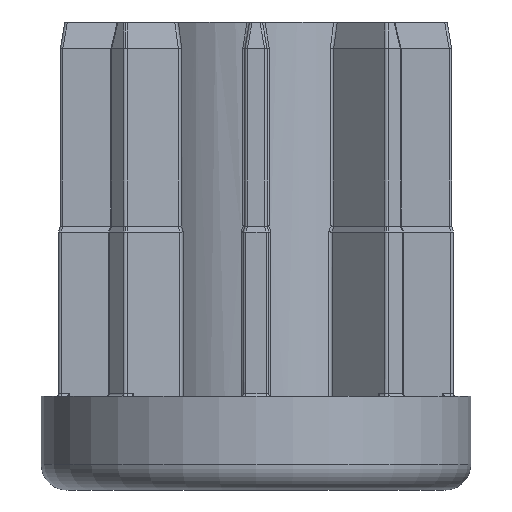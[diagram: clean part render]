
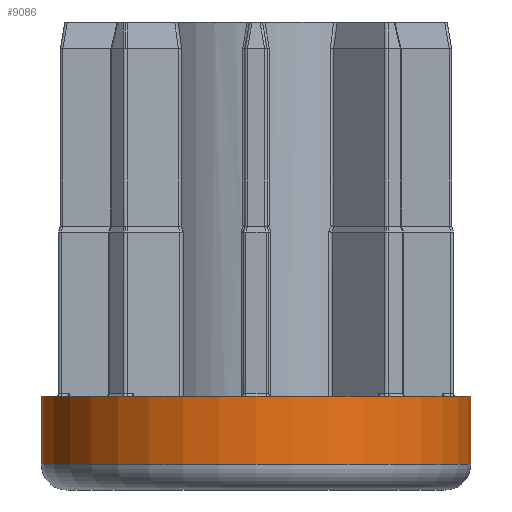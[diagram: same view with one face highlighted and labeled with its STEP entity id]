
A CAD part, front view. The second image highlights one B-rep face of the part: STEP entity #9086.
In plain terms, the highlighted cylindrical face has radius 25.25 mm (diameter 50.5 mm), a partial arc.
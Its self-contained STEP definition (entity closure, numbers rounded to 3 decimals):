
#46 = CARTESIAN_POINT ( 'NONE',  ( -25.25, 0., 11. ) ) ;
#934 = FACE_OUTER_BOUND ( 'NONE', #3896, .T. ) ;
#1440 = CIRCLE ( 'NONE', #6807, 25.25 ) ;
#1748 = CARTESIAN_POINT ( 'NONE',  ( 25.25, 0., 11. ) ) ;
#2288 = EDGE_CURVE ( 'NONE', #2993, #8664, #8811, .T. ) ;
#2346 = EDGE_CURVE ( 'NONE', #11771, #6280, #2481, .T. ) ;
#2481 = LINE ( 'NONE', #5615, #10471 ) ;
#2798 = CARTESIAN_POINT ( 'NONE',  ( 0., 0., 3. ) ) ;
#2971 = ORIENTED_EDGE ( 'NONE', *, *, #2288, .T. ) ;
#2993 = VERTEX_POINT ( 'NONE', #9985 ) ;
#3896 = EDGE_LOOP ( 'NONE', ( #12984, #4282, #2971, #5795 ) ) ;
#3942 = DIRECTION ( 'NONE',  ( 1., 0., 0. ) ) ;
#4028 = DIRECTION ( 'NONE',  ( 0., 0., 1. ) ) ;
#4282 = ORIENTED_EDGE ( 'NONE', *, *, #9320, .F. ) ;
#5615 = CARTESIAN_POINT ( 'NONE',  ( 25.25, 0., 11. ) ) ;
#5690 = DIRECTION ( 'NONE',  ( -1., 0., 0. ) ) ;
#5795 = ORIENTED_EDGE ( 'NONE', *, *, #7498, .T. ) ;
#6216 = CIRCLE ( 'NONE', #9722, 25.25 ) ;
#6280 = VERTEX_POINT ( 'NONE', #9795 ) ;
#6564 = DIRECTION ( 'NONE',  ( 0., 0., -1. ) ) ;
#6807 = AXIS2_PLACEMENT_3D ( 'NONE', #10197, #4028, #11110 ) ;
#7002 = AXIS2_PLACEMENT_3D ( 'NONE', #7782, #11625, #5690 ) ;
#7498 = EDGE_CURVE ( 'NONE', #8664, #6280, #6216, .T. ) ;
#7782 = CARTESIAN_POINT ( 'NONE',  ( 0., 0., 11. ) ) ;
#8536 = CARTESIAN_POINT ( 'NONE',  ( -25.25, 0., 3. ) ) ;
#8664 = VERTEX_POINT ( 'NONE', #8536 ) ;
#8811 = LINE ( 'NONE', #46, #9410 ) ;
#9086 = ADVANCED_FACE ( 'NONE', ( #934 ), #11605, .T. ) ;
#9320 = EDGE_CURVE ( 'NONE', #2993, #11771, #1440, .T. ) ;
#9410 = VECTOR ( 'NONE', #6564, 1000. ) ;
#9722 = AXIS2_PLACEMENT_3D ( 'NONE', #2798, #10111, #3942 ) ;
#9795 = CARTESIAN_POINT ( 'NONE',  ( 25.25, 0., 3. ) ) ;
#9985 = CARTESIAN_POINT ( 'NONE',  ( -25.25, 0., 11. ) ) ;
#10111 = DIRECTION ( 'NONE',  ( 0., 0., 1. ) ) ;
#10197 = CARTESIAN_POINT ( 'NONE',  ( 0., 0., 11. ) ) ;
#10471 = VECTOR ( 'NONE', #10624, 1000. ) ;
#10624 = DIRECTION ( 'NONE',  ( 0., 0., -1. ) ) ;
#11110 = DIRECTION ( 'NONE',  ( 1., 0., 0. ) ) ;
#11605 = CYLINDRICAL_SURFACE ( 'NONE', #7002, 25.25 ) ;
#11625 = DIRECTION ( 'NONE',  ( 0., 0., -1. ) ) ;
#11771 = VERTEX_POINT ( 'NONE', #1748 ) ;
#12984 = ORIENTED_EDGE ( 'NONE', *, *, #2346, .F. ) ;
